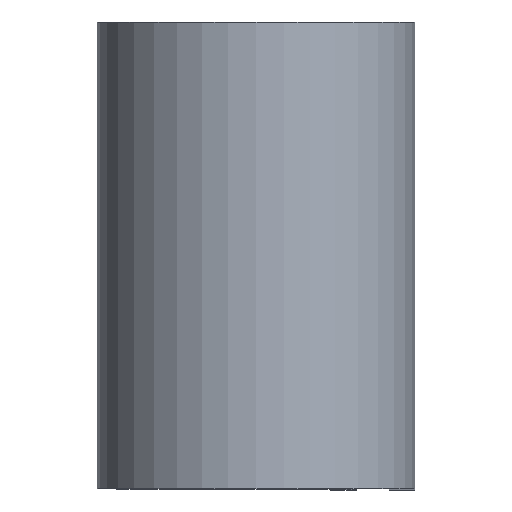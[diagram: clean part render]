
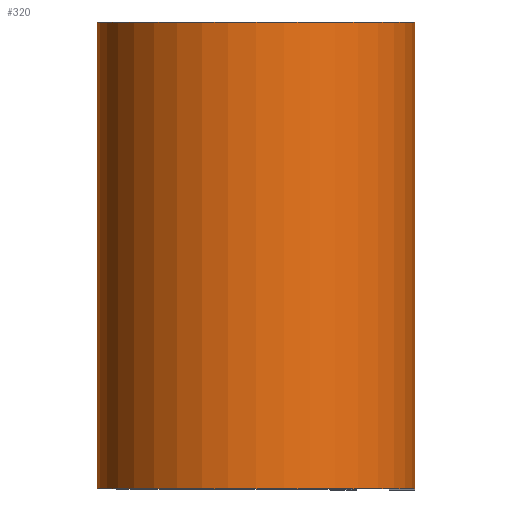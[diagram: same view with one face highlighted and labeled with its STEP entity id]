
A CAD part, top view. The second image highlights one B-rep face of the part: STEP entity #320.
In plain terms, the highlighted cylindrical face has radius 7.569 mm (diameter 15.138 mm), a partial arc.
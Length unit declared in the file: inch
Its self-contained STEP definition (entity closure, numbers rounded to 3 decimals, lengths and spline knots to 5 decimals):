
#4 = VERTEX_POINT ( 'NONE', #408 ) ;
#7 = AXIS2_PLACEMENT_3D ( 'NONE', #291, #394, #538 ) ;
#22 = CARTESIAN_POINT ( 'NONE',  ( 0., 0.4375, 0. ) ) ;
#23 = DIRECTION ( 'NONE',  ( 0., 0., -1. ) ) ;
#35 = VECTOR ( 'NONE', #243, 39.37008 ) ;
#74 = AXIS2_PLACEMENT_3D ( 'NONE', #22, #627, #23 ) ;
#102 = CARTESIAN_POINT ( 'NONE',  ( 0.298, -0.4375, 0. ) ) ;
#105 = AXIS2_PLACEMENT_3D ( 'NONE', #544, #244, #617 ) ;
#141 = CIRCLE ( 'NONE', #7, 0.298 ) ;
#142 = CIRCLE ( 'NONE', #105, 0.298 ) ;
#168 = LINE ( 'NONE', #207, #35 ) ;
#207 = CARTESIAN_POINT ( 'NONE',  ( 0., 0.4375, -0.298 ) ) ;
#208 = LINE ( 'NONE', #428, #504 ) ;
#222 = EDGE_CURVE ( 'NONE', #629, #265, #141, .T. ) ;
#242 = EDGE_CURVE ( 'NONE', #4, #577, #142, .T. ) ;
#243 = DIRECTION ( 'NONE',  ( 0., -1., 0. ) ) ;
#244 = DIRECTION ( 'NONE',  ( 0., 1., 0. ) ) ;
#250 = FACE_OUTER_BOUND ( 'NONE', #520, .T. ) ;
#265 = VERTEX_POINT ( 'NONE', #612 ) ;
#291 = CARTESIAN_POINT ( 'NONE',  ( 0., 0.4375, 0. ) ) ;
#320 = ADVANCED_FACE ( 'NONE', ( #250 ), #493, .T. ) ;
#322 = CARTESIAN_POINT ( 'NONE',  ( 0., 0.4375, -0.298 ) ) ;
#367 = EDGE_CURVE ( 'NONE', #265, #577, #208, .T. ) ;
#394 = DIRECTION ( 'NONE',  ( 0., 1., 0. ) ) ;
#408 = CARTESIAN_POINT ( 'NONE',  ( 0., -0.4375, -0.298 ) ) ;
#426 = DIRECTION ( 'NONE',  ( 0., -1., 0. ) ) ;
#428 = CARTESIAN_POINT ( 'NONE',  ( 0.298, 0.4375, 0. ) ) ;
#445 = ORIENTED_EDGE ( 'NONE', *, *, #579, .T. ) ;
#465 = ORIENTED_EDGE ( 'NONE', *, *, #242, .T. ) ;
#493 = CYLINDRICAL_SURFACE ( 'NONE', #74, 0.298 ) ;
#504 = VECTOR ( 'NONE', #426, 39.37008 ) ;
#520 = EDGE_LOOP ( 'NONE', ( #465, #546, #524, #445 ) ) ;
#524 = ORIENTED_EDGE ( 'NONE', *, *, #222, .F. ) ;
#538 = DIRECTION ( 'NONE',  ( 1., 0., 0. ) ) ;
#544 = CARTESIAN_POINT ( 'NONE',  ( 0., -0.4375, 0. ) ) ;
#546 = ORIENTED_EDGE ( 'NONE', *, *, #367, .F. ) ;
#577 = VERTEX_POINT ( 'NONE', #102 ) ;
#579 = EDGE_CURVE ( 'NONE', #629, #4, #168, .T. ) ;
#612 = CARTESIAN_POINT ( 'NONE',  ( 0.298, 0.4375, 0. ) ) ;
#617 = DIRECTION ( 'NONE',  ( 1., 0., 0. ) ) ;
#627 = DIRECTION ( 'NONE',  ( 0., -1., 0. ) ) ;
#629 = VERTEX_POINT ( 'NONE', #322 ) ;
